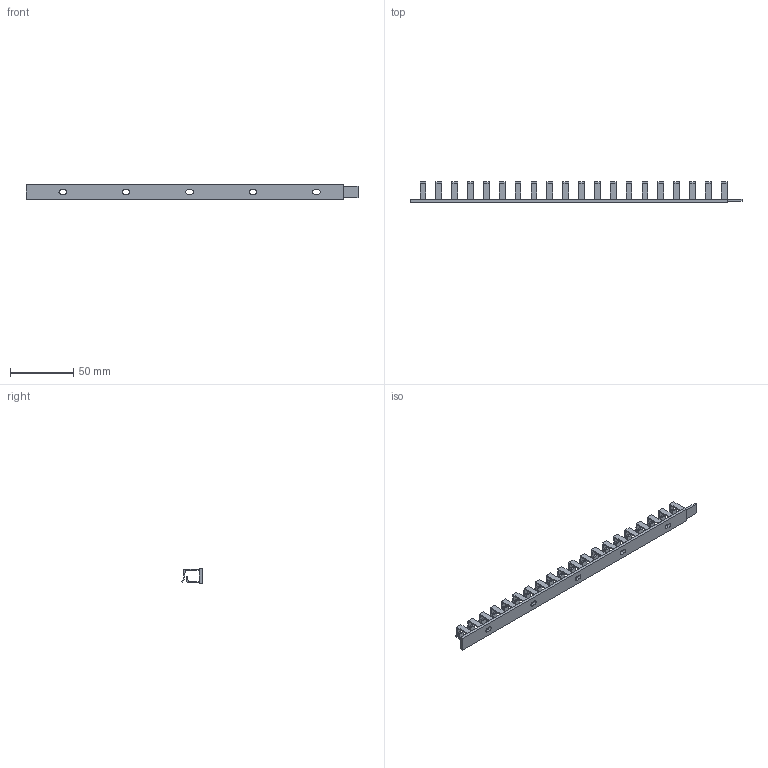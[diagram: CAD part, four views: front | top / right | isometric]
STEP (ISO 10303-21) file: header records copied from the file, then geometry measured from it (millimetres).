
FILE_DESCRIPTION((''),'2;1');
FILE_NAME('VK-FLEX10','2022-08-30T09:46:55',('buserr'),(''),'CREO PARAMETRIC BY PTC INC, 2022024','CREO PARAMETRIC BY PTC INC, 2022024','');
FILE_SCHEMA(('AUTOMOTIVE_DESIGN { 1 0 10303 214 1 1 1 1 }'));
Length unit declared in the file: millimetre
Products named in the file (1): VK-FLEX10
Bounding box: 261.8 x 16.18 x 11.2 mm (x, y, z)
Volume: 10082 mm3; surface area: 14934.9 mm2
Topology: 1 solids, 1 shells, 348 faces, 924 edges, 616 vertices
Faces by surface type: plane 298, cylinder 50
Entity records: 14247 total; most frequent: CARTESIAN_POINT 1931, ORIENTED_EDGE 1848, DIRECTION 1797, PRESENTATION_STYLE_ASSIGNMENT 927, STYLED_ITEM 927, CURVE_STYLE 926, EDGE_CURVE 924, VECTOR 824
